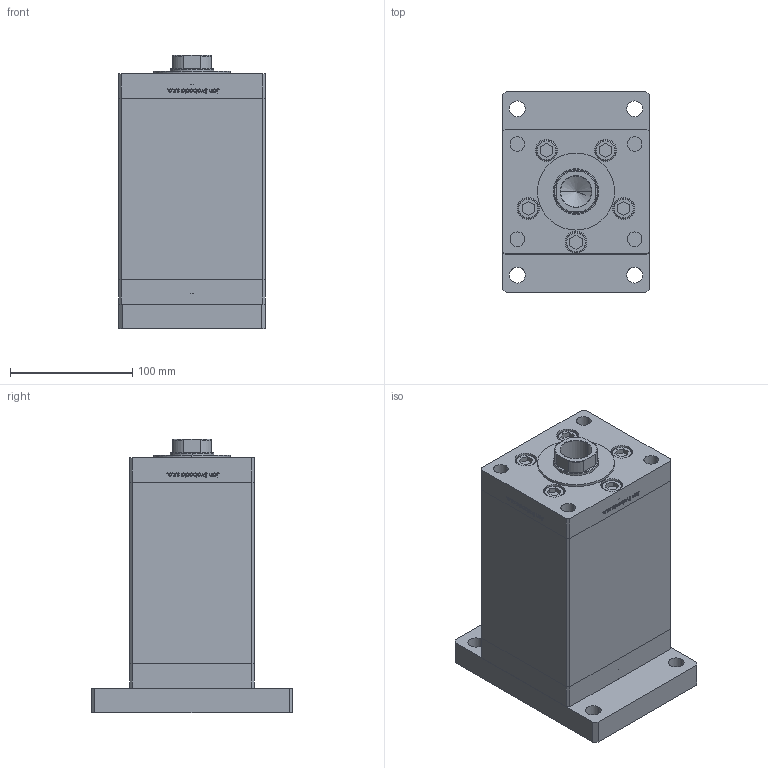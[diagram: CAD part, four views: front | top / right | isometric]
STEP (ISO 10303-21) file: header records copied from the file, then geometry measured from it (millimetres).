
FILE_DESCRIPTION (( 'STEP AP203' ), '1' );
FILE_NAME ('8fc9.STEP', '2025-06-04T07:01:44', ( '' ), ( '' ), 'SwSTEP 2.0', 'SolidWorks 2019', '' );
FILE_SCHEMA (( 'CONFIG_CONTROL_DESIGN' ));
Length unit declared in the file: millimetre
Products named in the file (7): V220C_F 8abe29bac51cebf2a0f59f42fc282c76; ALLEN BOLT 8abe29bac51cebf2a0f59f42fc282c76; V220C BACK_G 8abe29bac51cebf2a0f59f42fc282c76; 8fc9; V220C_G_MIDDLE 8abe29bac51cebf2a0f59f42fc282c76; V220C_FRONT_G 8abe29bac51cebf2a0f59f42fc282c76; V220C_VC_G 8abe29bac51cebf2a0f59f42fc282c76
Assembly tree (19 placements, depth 2):
  8fc9
    V220C BACK_G 8abe29bac51cebf2a0f59f42fc282c76
    V220C_FRONT_G 8abe29bac51cebf2a0f59f42fc282c76
    V220C_G_MIDDLE 8abe29bac51cebf2a0f59f42fc282c76
    ALLEN BOLT 8abe29bac51cebf2a0f59f42fc282c76  x14
    V220C_F 8abe29bac51cebf2a0f59f42fc282c76
    V220C_VC_G 8abe29bac51cebf2a0f59f42fc282c76
Bounding box: 120 x 165 x 223.5 mm (x, y, z)
Volume: 2397571.1 mm3; surface area: 317155.6 mm2
Topology: 19 solids, 19 shells, 1301 faces, 3219 edges, 2103 vertices
Faces by surface type: plane 514, bspline 484, cylinder 181, cone 62, torus 60
Entity records: 53328 total; most frequent: CARTESIAN_POINT 30367, ORIENTED_EDGE 5238, DIRECTION 3031, EDGE_CURVE 2619, VERTEX_POINT 1739, VECTOR 1361, LINE 1361, EDGE_LOOP 1196
